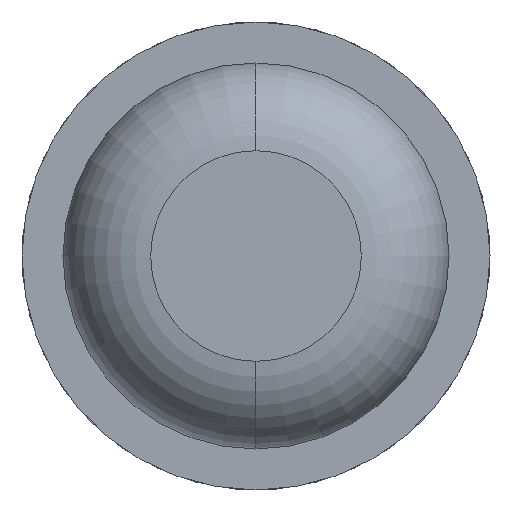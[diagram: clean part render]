
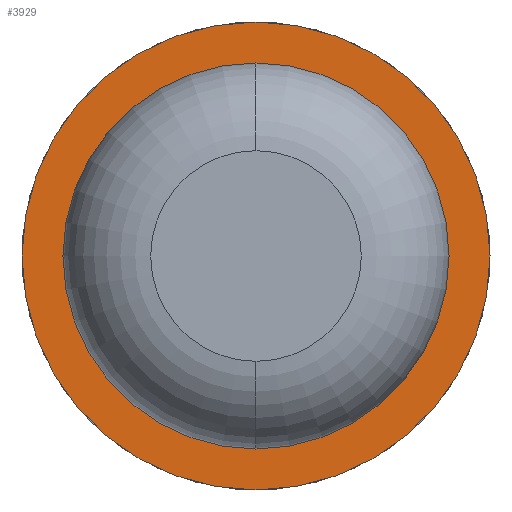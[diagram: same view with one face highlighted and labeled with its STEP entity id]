
A CAD part, front view. The second image highlights one B-rep face of the part: STEP entity #3929.
In plain terms, the highlighted planar face has unit normal (0, -1, 0).
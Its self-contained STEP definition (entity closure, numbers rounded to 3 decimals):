
#52 = CARTESIAN_POINT ( 'NONE',  ( 0., -9., 0. ) ) ;
#65 = CARTESIAN_POINT ( 'NONE',  ( 1., -9., 0. ) ) ;
#214 = VERTEX_POINT ( 'NONE', #2428 ) ;
#252 = DIRECTION ( 'NONE',  ( -1., 0., 0. ) ) ;
#305 = ORIENTED_EDGE ( 'NONE', *, *, #3695, .F. ) ;
#313 = CIRCLE ( 'NONE', #3082, 0.825 ) ;
#339 = DIRECTION ( 'NONE',  ( 0., 1., 0. ) ) ;
#371 = AXIS2_PLACEMENT_3D ( 'NONE', #52, #3417, #2500 ) ;
#677 = AXIS2_PLACEMENT_3D ( 'NONE', #2415, #3941, #252 ) ;
#845 = EDGE_CURVE ( 'Defeature ausgef�hrt1_5+Defeature ausgef�hrt1_4+Defeature ausgef�hrt1_4+Defeature ausgef�hrt1_4', #2752, #214, #1078, .T. ) ;
#1042 = DIRECTION ( 'NONE',  ( -1., 0., 0. ) ) ;
#1078 = CIRCLE ( 'NONE', #371, 1. ) ;
#1106 = DIRECTION ( 'NONE',  ( 0., 1., 0. ) ) ;
#1311 = CARTESIAN_POINT ( 'NONE',  ( 0.825, -9., 0. ) ) ;
#1462 = ORIENTED_EDGE ( 'NONE', *, *, #2754, .T. ) ;
#1564 = DIRECTION ( 'NONE',  ( -1., 0., 0. ) ) ;
#1617 = DIRECTION ( 'NONE',  ( -1., 0., 0. ) ) ;
#1793 = FACE_OUTER_BOUND ( 'NONE', #3862, .T. ) ;
#1914 = AXIS2_PLACEMENT_3D ( 'NONE', #1311, #3430, #1617 ) ;
#1992 = AXIS2_PLACEMENT_3D ( 'NONE', #2887, #1106, #1042 ) ;
#2142 = CARTESIAN_POINT ( 'NONE',  ( 0., -9., 0. ) ) ;
#2227 = CIRCLE ( 'NONE', #1992, 0.825 ) ;
#2259 = EDGE_LOOP ( 'NONE', ( #1462, #3416 ) ) ;
#2415 = CARTESIAN_POINT ( 'NONE',  ( 0., -9., 0. ) ) ;
#2428 = CARTESIAN_POINT ( 'NONE',  ( -1., -9., 0. ) ) ;
#2500 = DIRECTION ( 'NONE',  ( -1., 0., 0. ) ) ;
#2653 = EDGE_CURVE ( 'Defeature ausgef�hrt1_4+Defeature ausgef�hrt1_0+Defeature ausgef�hrt1_0+Defeature ausgef�hrt1_0', #3368, #3392, #313, .T. ) ;
#2752 = VERTEX_POINT ( 'NONE', #65 ) ;
#2754 = EDGE_CURVE ( 'Defeature ausgef�hrt1_4+Defeature ausgef�hrt1_0+Defeature ausgef�hrt1_0+Defeature ausgef�hrt1_0', #3392, #3368, #2227, .T. ) ;
#2887 = CARTESIAN_POINT ( 'NONE',  ( 0., -9., 0. ) ) ;
#2949 = ORIENTED_EDGE ( 'NONE', *, *, #845, .F. ) ;
#3032 = CARTESIAN_POINT ( 'NONE',  ( 0., -9., -0.825 ) ) ;
#3082 = AXIS2_PLACEMENT_3D ( 'NONE', #2142, #339, #1564 ) ;
#3130 = PLANE ( 'NONE',  #1914 ) ;
#3164 = FACE_BOUND ( 'NONE', #2259, .T. ) ;
#3368 = VERTEX_POINT ( 'NONE', #3032 ) ;
#3392 = VERTEX_POINT ( 'NONE', #3666 ) ;
#3416 = ORIENTED_EDGE ( 'NONE', *, *, #2653, .T. ) ;
#3417 = DIRECTION ( 'NONE',  ( 0., 1., 0. ) ) ;
#3430 = DIRECTION ( 'NONE',  ( 0., 1., 0. ) ) ;
#3445 = CIRCLE ( 'NONE', #677, 1. ) ;
#3666 = CARTESIAN_POINT ( 'NONE',  ( 0., -9., 0.825 ) ) ;
#3695 = EDGE_CURVE ( 'Defeature ausgef�hrt1_5+Defeature ausgef�hrt1_4+Defeature ausgef�hrt1_4+Defeature ausgef�hrt1_4', #214, #2752, #3445, .T. ) ;
#3862 = EDGE_LOOP ( 'NONE', ( #305, #2949 ) ) ;
#3929 = ADVANCED_FACE ( 'Defeature ausgef�hrt1_4', ( #1793, #3164 ), #3130, .F. ) ;
#3941 = DIRECTION ( 'NONE',  ( 0., 1., 0. ) ) ;
